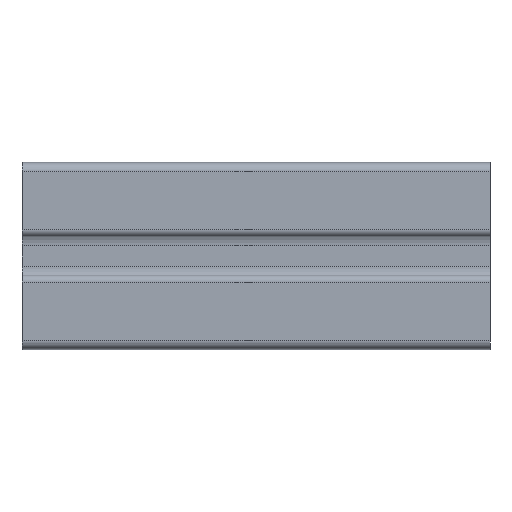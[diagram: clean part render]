
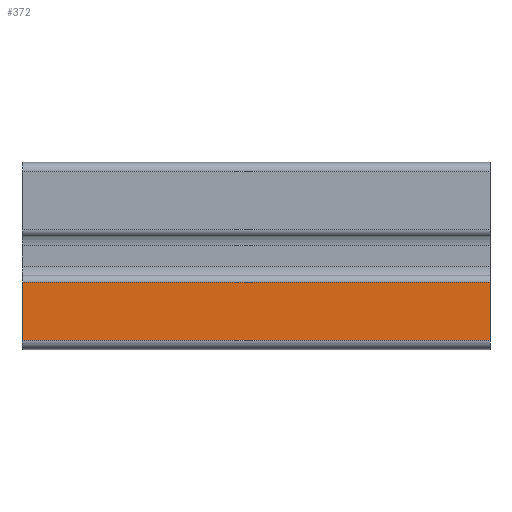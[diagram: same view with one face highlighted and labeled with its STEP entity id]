
A CAD part, left-side view. The second image highlights one B-rep face of the part: STEP entity #372.
In plain terms, the highlighted planar face has unit normal (-1, 0, 0).
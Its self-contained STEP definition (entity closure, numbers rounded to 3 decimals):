
#372 = ADVANCED_FACE( '', ( #756 ), #757, .T. );
#756 = FACE_OUTER_BOUND( '', #1145, .T. );
#757 = PLANE( '', #1146 );
#1145 = EDGE_LOOP( '', ( #2319, #2320, #2321, #2322 ) );
#1146 = AXIS2_PLACEMENT_3D( '', #2323, #2324, #2325 );
#2319 = ORIENTED_EDGE( '', *, *, #2630, .F. );
#2320 = ORIENTED_EDGE( '', *, *, #2692, .F. );
#2321 = ORIENTED_EDGE( '', *, *, #2863, .T. );
#2322 = ORIENTED_EDGE( '', *, *, #2798, .T. );
#2323 = CARTESIAN_POINT( '', ( -10., 100., -18. ) );
#2324 = DIRECTION( '', ( -1., 0., 0. ) );
#2325 = DIRECTION( '', ( 0., 0., 1. ) );
#2630 = EDGE_CURVE( '', #3267, #3269, #3270, .T. );
#2692 = EDGE_CURVE( '', #3372, #3267, #3374, .T. );
#2798 = EDGE_CURVE( '', #3518, #3269, #3519, .T. );
#2863 = EDGE_CURVE( '', #3372, #3518, #3604, .T. );
#3267 = VERTEX_POINT( '', #4110 );
#3269 = VERTEX_POINT( '', #4112 );
#3270 = LINE( '', #4113, #4114 );
#3372 = VERTEX_POINT( '', #4238 );
#3374 = LINE( '', #4240, #4241 );
#3518 = VERTEX_POINT( '', #4438 );
#3519 = LINE( '', #4439, #4440 );
#3604 = LINE( '', #4546, #4547 );
#4110 = CARTESIAN_POINT( '', ( -10., 0., -5.6 ) );
#4112 = CARTESIAN_POINT( '', ( -10., 0., -18. ) );
#4113 = CARTESIAN_POINT( '', ( -10., 0., -18. ) );
#4114 = VECTOR( '', #4937, 1000. );
#4238 = CARTESIAN_POINT( '', ( -10., 100., -5.6 ) );
#4240 = CARTESIAN_POINT( '', ( -10., 100., -5.6 ) );
#4241 = VECTOR( '', #5062, 1000. );
#4438 = CARTESIAN_POINT( '', ( -10., 100., -18. ) );
#4439 = CARTESIAN_POINT( '', ( -10., 100., -18. ) );
#4440 = VECTOR( '', #5170, 1000. );
#4546 = CARTESIAN_POINT( '', ( -10., 100., -18. ) );
#4547 = VECTOR( '', #5279, 1000. );
#4937 = DIRECTION( '', ( 0., 0., -1. ) );
#5062 = DIRECTION( '', ( 0., -1., 0. ) );
#5170 = DIRECTION( '', ( 0., -1., 0. ) );
#5279 = DIRECTION( '', ( 0., 0., -1. ) );
